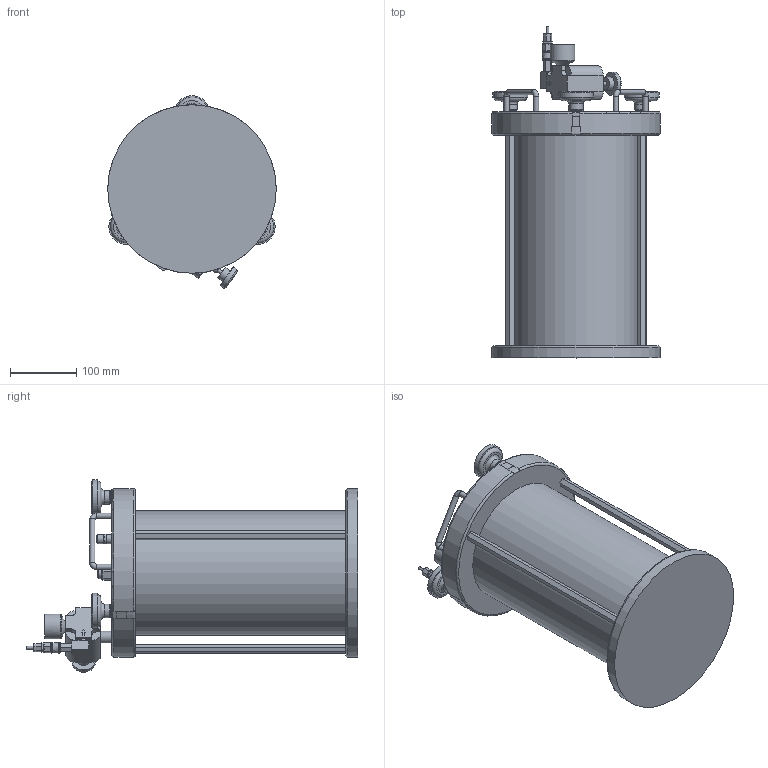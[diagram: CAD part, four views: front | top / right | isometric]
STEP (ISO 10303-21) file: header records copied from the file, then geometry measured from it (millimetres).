
FILE_DESCRIPTION (( 'STEP AP203' ), '1' );
FILE_NAME ('1 GAL TANK.STEP', '2018-01-02T19:48:17', ( '' ), ( '' ), 'SwSTEP 2.0', 'SolidWorks 2017', '' );
FILE_SCHEMA (( 'CONFIG_CONTROL_DESIGN' ));
Length unit declared in the file: inch
Products named in the file (1): 1 GAL TANK
Bounding box: 254 x 500.73 x 290.3 mm (x, y, z)
Volume: 11964846.1 mm3; surface area: 478205.3 mm2
Topology: 1 solids, 1 shells, 274 faces, 694 edges, 461 vertices
Faces by surface type: plane 143, cylinder 55, bspline 36, torus 26, cone 14
Full cylindrical faces by diameter (mm): 3.683 x1, 4.191 x1, 6.35 x1, 7.62 x1, 7.938 x6, 9.525 x1, 10.732 x1, 10.922 x1, 11.118 x3, 13.627 x1, 13.716 x1, 15.624 x1, 16.002 x2, 17 x1, 17.78 x1, 19.431 x1, 20.638 x3, 34.925 x1, 37.5 x1, 48.768 x3, 52.827 x3, 187.325 x1, 254 x1
Entity records: 11584 total; most frequent: CARTESIAN_POINT 5557, ORIENTED_EDGE 1202, DIRECTION 1084, EDGE_CURVE 601, VERTEX_POINT 433, EDGE_LOOP 388, AXIS2_PLACEMENT_3D 384, FACE_OUTER_BOUND 334
